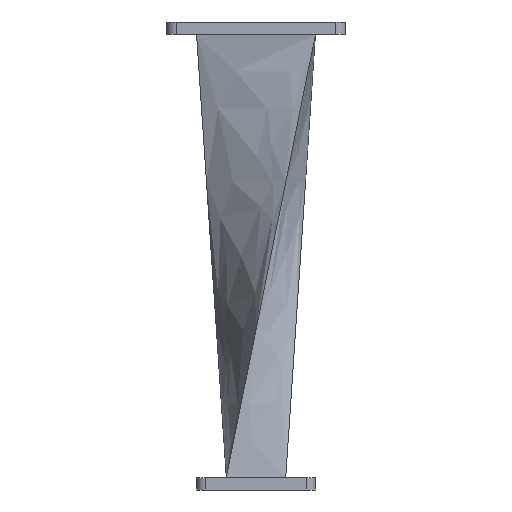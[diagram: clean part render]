
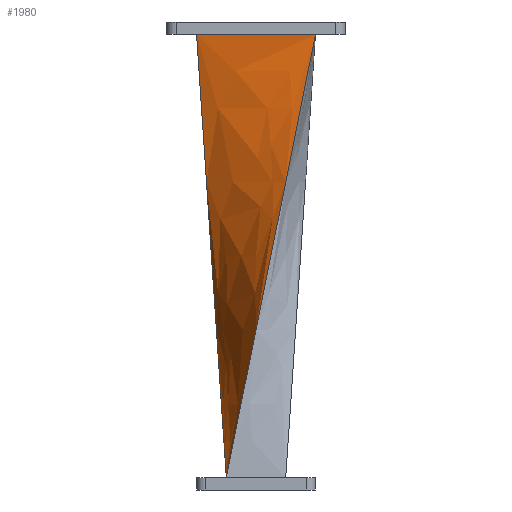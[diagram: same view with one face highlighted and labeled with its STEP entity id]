
A CAD part, front view. The second image highlights one B-rep face of the part: STEP entity #1980.
In plain terms, the highlighted free-form (B-spline) face has degree [3, 1] with [6, 4] control points.
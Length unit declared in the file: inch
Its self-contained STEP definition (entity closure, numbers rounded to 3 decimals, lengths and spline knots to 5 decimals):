
#37 = DIRECTION ( 'NONE',  ( 1., 0., 0. ) ) ;
#57 = CARTESIAN_POINT ( 'NONE',  ( -1.5, -0.75, 0. ) ) ;
#109 = ORIENTED_EDGE ( 'NONE', *, *, #828, .F. ) ;
#123 = CARTESIAN_POINT ( 'NONE',  ( -0.75, 0.5, -11.1811 ) ) ;
#164 = CARTESIAN_POINT ( 'NONE',  ( 1.5, -0.75, 0. ) ) ;
#455 = LINE ( 'NONE', #1895, #554 ) ;
#463 = LINE ( 'NONE', #2848, #2714 ) ;
#470 = CARTESIAN_POINT ( 'NONE',  ( -1., -0.75, 0. ) ) ;
#493 = CARTESIAN_POINT ( 'NONE',  ( -0.7625, -0.4975, -11.29291 ) ) ;
#513 = CARTESIAN_POINT ( 'NONE',  ( 1.5225, -0.7425, 0.11181 ) ) ;
#554 = VECTOR ( 'NONE', #4221, 39.37008 ) ;
#557 = CARTESIAN_POINT ( 'NONE',  ( -0.7725, -1.5075, -11.29291 ) ) ;
#650 = VERTEX_POINT ( 'NONE', #2583 ) ;
#742 = CARTESIAN_POINT ( 'NONE',  ( -1.5, -0.75, 0. ) ) ;
#828 = EDGE_CURVE ( 'NONE', #4100, #1263, #2712, .T. ) ;
#836 = DIRECTION ( 'NONE',  ( -0.197, -0.066, -0.978 ) ) ;
#840 = CARTESIAN_POINT ( 'NONE',  ( -1.0025, -0.7675, 0.11181 ) ) ;
#910 = ORIENTED_EDGE ( 'NONE', *, *, #3124, .F. ) ;
#919 = EDGE_CURVE ( 'NONE', #2975, #650, #1919, .T. ) ;
#1028 = ORIENTED_EDGE ( 'NONE', *, *, #919, .T. ) ;
#1141 = VECTOR ( 'NONE', #37, 39.37008 ) ;
#1167 = CARTESIAN_POINT ( 'NONE',  ( 1., -0.75, 0. ) ) ;
#1187 = CARTESIAN_POINT ( 'NONE',  ( 1.0175, -0.7475, 0.11181 ) ) ;
#1207 = CARTESIAN_POINT ( 'NONE',  ( -0.7675, -1.0025, -11.29291 ) ) ;
#1263 = VERTEX_POINT ( 'NONE', #2640 ) ;
#1276 = CARTESIAN_POINT ( 'NONE',  ( -0.75, 1.5, -11.1811 ) ) ;
#1500 = CARTESIAN_POINT ( 'NONE',  ( -0.75, -0.5, -11.1811 ) ) ;
#1809 = CARTESIAN_POINT ( 'NONE',  ( -1.5, -0.75, 0. ) ) ;
#1852 = CARTESIAN_POINT ( 'NONE',  ( -0.75, -1., -11.1811 ) ) ;
#1895 = CARTESIAN_POINT ( 'NONE',  ( -1.125, 0.375, -5.59055 ) ) ;
#1919 = LINE ( 'NONE', #1276, #3174 ) ;
#1980 = ADVANCED_FACE ( 'NONE', ( #3474 ), #4260, .T. ) ;
#2138 = CARTESIAN_POINT ( 'NONE',  ( -0.5, -0.75, 0. ) ) ;
#2173 = CARTESIAN_POINT ( 'NONE',  ( -0.75, 1.5, -11.1811 ) ) ;
#2542 = CARTESIAN_POINT ( 'NONE',  ( 0.5, -0.75, 0. ) ) ;
#2583 = CARTESIAN_POINT ( 'NONE',  ( -0.75, -1.5, -11.1811 ) ) ;
#2640 = CARTESIAN_POINT ( 'NONE',  ( 1.5, -0.75, 0. ) ) ;
#2712 = LINE ( 'NONE', #742, #1141 ) ;
#2714 = VECTOR ( 'NONE', #836, 39.37008 ) ;
#2792 = CARTESIAN_POINT ( 'NONE',  ( -0.7475, 1.0175, -11.29291 ) ) ;
#2848 = CARTESIAN_POINT ( 'NONE',  ( 0.375, -1.125, -5.59055 ) ) ;
#2975 = VERTEX_POINT ( 'NONE', #3638 ) ;
#3124 = EDGE_CURVE ( 'NONE', #1263, #650, #463, .T. ) ;
#3165 = CARTESIAN_POINT ( 'NONE',  ( -0.75, 1., -11.1811 ) ) ;
#3174 = VECTOR ( 'NONE', #3901, 39.37008 ) ;
#3186 = CARTESIAN_POINT ( 'NONE',  ( -0.7425, 1.5225, -11.29291 ) ) ;
#3474 = FACE_OUTER_BOUND ( 'NONE', #4232, .T. ) ;
#3496 = CARTESIAN_POINT ( 'NONE',  ( -0.7525, 0.5125, -11.29291 ) ) ;
#3551 = CARTESIAN_POINT ( 'NONE',  ( -0.75, -1.5, -11.1811 ) ) ;
#3638 = CARTESIAN_POINT ( 'NONE',  ( -0.75, 1.5, -11.1811 ) ) ;
#3795 = CARTESIAN_POINT ( 'NONE',  ( 0.5125, -0.7525, 0.11181 ) ) ;
#3901 = DIRECTION ( 'NONE',  ( 0., -1., 0. ) ) ;
#4100 = VERTEX_POINT ( 'NONE', #57 ) ;
#4180 = CARTESIAN_POINT ( 'NONE',  ( -1.5075, -0.7725, 0.11181 ) ) ;
#4196 = CARTESIAN_POINT ( 'NONE',  ( -0.4975, -0.7625, 0.11181 ) ) ;
#4212 = EDGE_CURVE ( 'NONE', #4100, #2975, #455, .T. ) ;
#4221 = DIRECTION ( 'NONE',  ( 0.066, 0.197, -0.978 ) ) ;
#4228 = ORIENTED_EDGE ( 'NONE', *, *, #4212, .T. ) ;
#4232 = EDGE_LOOP ( 'NONE', ( #109, #4228, #1028, #910 ) ) ;
#4260 = B_SPLINE_SURFACE_WITH_KNOTS ( 'NONE', 3, 1, ( 
 ( #513, #164, #3551, #557 ),
 ( #1187, #1167, #1852, #1207 ),
 ( #3795, #2542, #1500, #493 ),
 ( #4196, #2138, #123, #3496 ),
 ( #840, #470, #3165, #2792 ),
 ( #4180, #1809, #2173, #3186 ) ),
 .UNSPECIFIED., .F., .F., .F.,
 ( 4, 2, 4 ),
 ( 2, 1, 1, 2 ),
 ( 0., 0.5, 1. ),
 ( -0.01, 0., 1., 1.01 ),
 .UNSPECIFIED. ) ;
